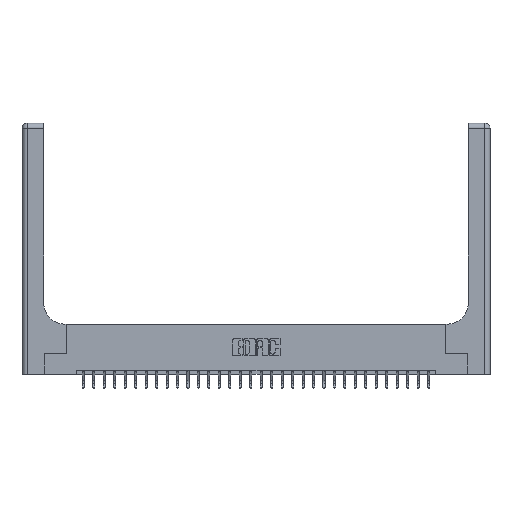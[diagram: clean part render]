
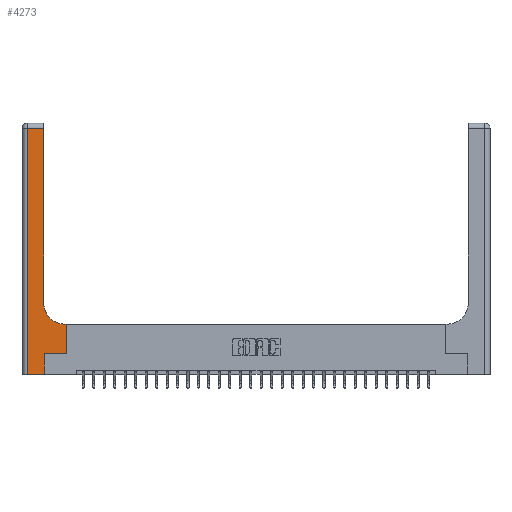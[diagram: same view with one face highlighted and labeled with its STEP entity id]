
A CAD part, top view. The second image highlights one B-rep face of the part: STEP entity #4273.
In plain terms, the highlighted planar face has unit normal (0, 0, 1).
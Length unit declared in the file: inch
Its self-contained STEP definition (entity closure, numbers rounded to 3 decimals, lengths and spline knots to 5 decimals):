
#262 = ORIENTED_EDGE ( 'NONE', *, *, #5293, .T. ) ;
#342 = VERTEX_POINT ( 'NONE', #1311 ) ;
#451 = VECTOR ( 'NONE', #20252, 39.37008 ) ;
#500 = DIRECTION ( 'NONE',  ( -1., 0., 0. ) ) ;
#1307 = ORIENTED_EDGE ( 'NONE', *, *, #20210, .T. ) ;
#1311 = CARTESIAN_POINT ( 'NONE',  ( 0.26, 2.94, 0.37 ) ) ;
#1345 = LINE ( 'NONE', #8424, #15201 ) ;
#1611 = DIRECTION ( 'NONE',  ( 1., 0., 0. ) ) ;
#1902 = ORIENTED_EDGE ( 'NONE', *, *, #10703, .T. ) ;
#3794 = ORIENTED_EDGE ( 'NONE', *, *, #9315, .T. ) ;
#3848 = FACE_OUTER_BOUND ( 'NONE', #8798, .T. ) ;
#4273 = ADVANCED_FACE ( 'NONE', ( #3848 ), #20346, .F. ) ;
#4313 = VERTEX_POINT ( 'NONE', #20443 ) ;
#4522 = CARTESIAN_POINT ( 'NONE',  ( 0.51, 0.6, 0.37 ) ) ;
#4663 = VERTEX_POINT ( 'NONE', #11370 ) ;
#5287 = CARTESIAN_POINT ( 'NONE',  ( 0., 3., 0.37 ) ) ;
#5293 = EDGE_CURVE ( 'NONE', #15709, #26511, #1345, .T. ) ;
#6027 = EDGE_CURVE ( 'NONE', #342, #4663, #11844, .T. ) ;
#6124 = LINE ( 'NONE', #19062, #22711 ) ;
#6230 = LINE ( 'NONE', #18104, #8293 ) ;
#6570 = EDGE_CURVE ( 'NONE', #26841, #17702, #17318, .T. ) ;
#7047 = CARTESIAN_POINT ( 'NONE',  ( 0.265, 0., 0.37 ) ) ;
#7846 = ORIENTED_EDGE ( 'NONE', *, *, #17930, .T. ) ;
#7890 = LINE ( 'NONE', #12432, #19988 ) ;
#8293 = VECTOR ( 'NONE', #13691, 39.37008 ) ;
#8424 = CARTESIAN_POINT ( 'NONE',  ( 0., 0., 0.37 ) ) ;
#8576 = AXIS2_PLACEMENT_3D ( 'NONE', #5287, #20637, #500 ) ;
#8798 = EDGE_LOOP ( 'NONE', ( #1307, #25157, #7846, #262, #23957, #12136, #3794, #1902, #24864 ) ) ;
#9315 = EDGE_CURVE ( 'NONE', #17702, #17544, #6230, .T. ) ;
#10703 = EDGE_CURVE ( 'NONE', #17544, #26477, #7890, .T. ) ;
#11135 = CARTESIAN_POINT ( 'NONE',  ( 0.528, 0.25, 0.37 ) ) ;
#11370 = CARTESIAN_POINT ( 'NONE',  ( 0.06, 2.94, 0.37 ) ) ;
#11844 = LINE ( 'NONE', #22482, #451 ) ;
#12136 = ORIENTED_EDGE ( 'NONE', *, *, #6570, .T. ) ;
#12432 = CARTESIAN_POINT ( 'NONE',  ( 0.26, 0.6, 0.37 ) ) ;
#13112 = CARTESIAN_POINT ( 'NONE',  ( 0.265, 0.25, 0.37 ) ) ;
#13691 = DIRECTION ( 'NONE',  ( 0., 1., 0. ) ) ;
#13717 = LINE ( 'NONE', #16902, #27976 ) ;
#13729 = LINE ( 'NONE', #14099, #25920 ) ;
#14099 = CARTESIAN_POINT ( 'NONE',  ( 0.26, 3., 0.37 ) ) ;
#14623 = CARTESIAN_POINT ( 'NONE',  ( 0.528, 0.6, 0.37 ) ) ;
#14873 = CARTESIAN_POINT ( 'NONE',  ( 0.06, 0., 0.37 ) ) ;
#15201 = VECTOR ( 'NONE', #1611, 39.37008 ) ;
#15689 = DIRECTION ( 'NONE',  ( 1., 0., 0. ) ) ;
#15709 = VERTEX_POINT ( 'NONE', #14873 ) ;
#16599 = CARTESIAN_POINT ( 'NONE',  ( 0.51, 0.85, 0.37 ) ) ;
#16757 = DIRECTION ( 'NONE',  ( -1., 0., 0. ) ) ;
#16902 = CARTESIAN_POINT ( 'NONE',  ( 0.265, 0., 0.37 ) ) ;
#17318 = LINE ( 'NONE', #13112, #21891 ) ;
#17544 = VERTEX_POINT ( 'NONE', #14623 ) ;
#17632 = EDGE_CURVE ( 'NONE', #26511, #26841, #13717, .T. ) ;
#17702 = VERTEX_POINT ( 'NONE', #11135 ) ;
#17930 = EDGE_CURVE ( 'NONE', #4663, #15709, #6124, .T. ) ;
#18104 = CARTESIAN_POINT ( 'NONE',  ( 0.528, 0.25, 0.37 ) ) ;
#19062 = CARTESIAN_POINT ( 'NONE',  ( 0.06, 3., 0.37 ) ) ;
#19988 = VECTOR ( 'NONE', #16757, 39.37008 ) ;
#20210 = EDGE_CURVE ( 'NONE', #4313, #342, #13729, .T. ) ;
#20252 = DIRECTION ( 'NONE',  ( -1., 0., 0. ) ) ;
#20346 = PLANE ( 'NONE',  #8576 ) ;
#20443 = CARTESIAN_POINT ( 'NONE',  ( 0.26, 0.85, 0.37 ) ) ;
#20637 = DIRECTION ( 'NONE',  ( 0., 0., -1. ) ) ;
#21540 = DIRECTION ( 'NONE',  ( 0., -1., 0. ) ) ;
#21891 = VECTOR ( 'NONE', #15689, 39.37008 ) ;
#21938 = EDGE_CURVE ( 'NONE', #26477, #4313, #25491, .T. ) ;
#22482 = CARTESIAN_POINT ( 'NONE',  ( 0., 2.94, 0.37 ) ) ;
#22711 = VECTOR ( 'NONE', #21540, 39.37008 ) ;
#23834 = CARTESIAN_POINT ( 'NONE',  ( 0.265, 0.25, 0.37 ) ) ;
#23957 = ORIENTED_EDGE ( 'NONE', *, *, #17632, .T. ) ;
#24864 = ORIENTED_EDGE ( 'NONE', *, *, #21938, .T. ) ;
#25157 = ORIENTED_EDGE ( 'NONE', *, *, #6027, .T. ) ;
#25159 = DIRECTION ( 'NONE',  ( 0., 1., 0. ) ) ;
#25491 = CIRCLE ( 'NONE', #27823, 0.25 ) ;
#25503 = DIRECTION ( 'NONE',  ( 0., 0., -1. ) ) ;
#25920 = VECTOR ( 'NONE', #25159, 39.37008 ) ;
#26477 = VERTEX_POINT ( 'NONE', #4522 ) ;
#26511 = VERTEX_POINT ( 'NONE', #7047 ) ;
#26841 = VERTEX_POINT ( 'NONE', #23834 ) ;
#27553 = DIRECTION ( 'NONE',  ( 1., 0., 0. ) ) ;
#27823 = AXIS2_PLACEMENT_3D ( 'NONE', #16599, #25503, #27553 ) ;
#27976 = VECTOR ( 'NONE', #28414, 39.37008 ) ;
#28414 = DIRECTION ( 'NONE',  ( 0., 1., 0. ) ) ;
